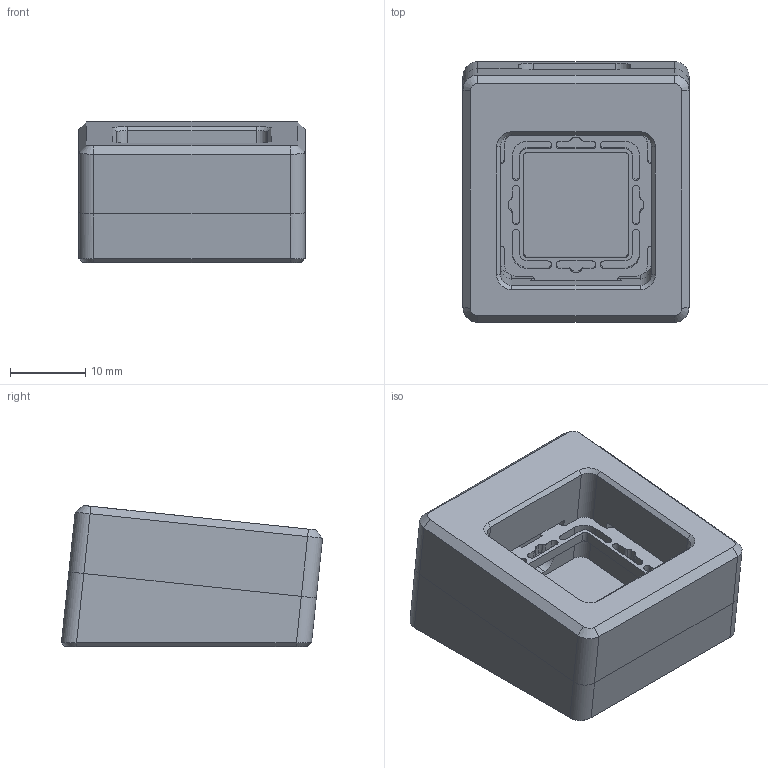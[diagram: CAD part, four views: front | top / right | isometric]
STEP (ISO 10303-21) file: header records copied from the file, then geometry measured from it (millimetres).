
FILE_DESCRIPTION(/* description */ (''),/* implementation_level */ '2;1');
FILE_NAME(/* name */ '1u macropad v18.step',/* time_stamp */ '2021-01-25T18:57:31+11:00',/* author */ (''),/* organization */ (''),/* preprocessor_version */ 'ST-DEVELOPER v18.1',/* originating_system */ 'Autodesk Translation Framework v9.7.1.1290',/* authorisation */ '');
FILE_SCHEMA (('AUTOMOTIVE_DESIGN { 1 0 10303 214 3 1 1 }'));
Length unit declared in the file: millimetre
Products named in the file (1): 1u macropad
Bounding box: 30.1 x 34.75 x 18.77 mm (x, y, z)
Volume: 10156.1 mm3; surface area: 7400.2 mm2
Topology: 3 solids, 3 shells, 269 faces, 748 edges, 488 vertices
Faces by surface type: cylinder 124, plane 121, cone 16, bspline 8
Full cylindrical faces by diameter (mm): 1.623 x8
Entity records: 8877 total; most frequent: CARTESIAN_POINT 1694, DIRECTION 1508, ORIENTED_EDGE 1488, EDGE_CURVE 744, AXIS2_PLACEMENT_3D 518, VERTEX_POINT 488, LINE 472, VECTOR 472
